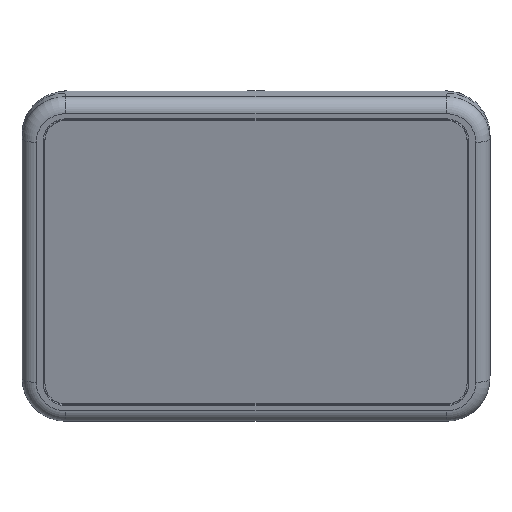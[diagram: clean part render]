
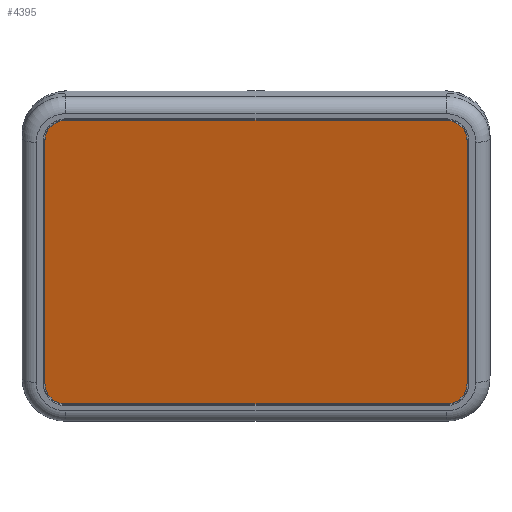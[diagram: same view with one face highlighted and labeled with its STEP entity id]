
A CAD part, top view. The second image highlights one B-rep face of the part: STEP entity #4395.
In plain terms, the highlighted planar face has unit normal (0, -0.259, 0.966).
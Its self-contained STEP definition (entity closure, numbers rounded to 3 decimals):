
#934 = CARTESIAN_POINT ( 'NONE',  ( 108.627, 758.455, 202.269 ) ) ;
#1066 = VERTEX_POINT ( 'NONE', #15909 ) ;
#1313 = CARTESIAN_POINT ( 'NONE',  ( 120.627, 608.009, 161.957 ) ) ;
#1564 = CARTESIAN_POINT ( 'NONE',  ( -108.627, 758.455, 202.269 ) ) ;
#2683 = ORIENTED_EDGE ( 'NONE', *, *, #7643, .T. ) ;
#2743 = DIRECTION ( 'NONE',  ( 0., 0.966, 0.259 ) ) ;
#2915 = ORIENTED_EDGE ( 'NONE', *, *, #4161, .T. ) ;
#2932 = ORIENTED_EDGE ( 'NONE', *, *, #10801, .T. ) ;
#2957 = ORIENTED_EDGE ( 'NONE', *, *, #3295, .T. ) ;
#3025 = DIRECTION ( 'NONE',  ( 0., -0.259, 0.966 ) ) ;
#3295 = EDGE_CURVE ( 'NONE', #14018, #3511, #8421, .T. ) ;
#3400 = DIRECTION ( 'NONE',  ( 0., 0.966, 0.259 ) ) ;
#3501 = CARTESIAN_POINT ( 'NONE',  ( 108.627, 746.864, 199.163 ) ) ;
#3511 = VERTEX_POINT ( 'NONE', #1564 ) ;
#4018 = CIRCLE ( 'NONE', #10742, 12. ) ;
#4161 = EDGE_CURVE ( 'NONE', #17688, #1066, #4018, .T. ) ;
#4395 = ADVANCED_FACE ( 'NONE', ( #12340 ), #18009, .F. ) ;
#4708 = AXIS2_PLACEMENT_3D ( 'NONE', #3501, #13252, #4938 ) ;
#4757 = CARTESIAN_POINT ( 'NONE',  ( 108.627, 596.418, 158.851 ) ) ;
#4938 = DIRECTION ( 'NONE',  ( 0., 0.966, 0.259 ) ) ;
#5297 = DIRECTION ( 'NONE',  ( -1., 0., 0. ) ) ;
#5544 = AXIS2_PLACEMENT_3D ( 'NONE', #14975, #6702, #16336 ) ;
#5756 = AXIS2_PLACEMENT_3D ( 'NONE', #15813, #11772, #3400 ) ;
#5828 = VECTOR ( 'NONE', #14548, 1000. ) ;
#6371 = EDGE_CURVE ( 'NONE', #1066, #6462, #9497, .T. ) ;
#6462 = VERTEX_POINT ( 'NONE', #4757 ) ;
#6637 = CARTESIAN_POINT ( 'NONE',  ( -120.627, 746.864, 199.163 ) ) ;
#6702 = DIRECTION ( 'NONE',  ( 0., -0.259, 0.966 ) ) ;
#7643 = EDGE_CURVE ( 'NONE', #13612, #15115, #8435, .T. ) ;
#7931 = CARTESIAN_POINT ( 'NONE',  ( 120.627, 746.864, 199.163 ) ) ;
#8046 = CARTESIAN_POINT ( 'NONE',  ( -108.627, 608.009, 161.957 ) ) ;
#8083 = CARTESIAN_POINT ( 'NONE',  ( -120.627, 746.864, 199.163 ) ) ;
#8421 = LINE ( 'NONE', #13600, #17452 ) ;
#8435 = LINE ( 'NONE', #1313, #12107 ) ;
#8515 = CIRCLE ( 'NONE', #16393, 12. ) ;
#9435 = DIRECTION ( 'NONE',  ( 0., 0.966, 0.259 ) ) ;
#9497 = LINE ( 'NONE', #11687, #5828 ) ;
#10742 = AXIS2_PLACEMENT_3D ( 'NONE', #8046, #17671, #9435 ) ;
#10801 = EDGE_CURVE ( 'NONE', #15115, #14018, #13359, .T. ) ;
#10913 = CARTESIAN_POINT ( 'NONE',  ( -120.627, 608.009, 161.957 ) ) ;
#11405 = CARTESIAN_POINT ( 'NONE',  ( -108.627, 746.864, 199.163 ) ) ;
#11687 = CARTESIAN_POINT ( 'NONE',  ( -108.627, 596.418, 158.851 ) ) ;
#11772 = DIRECTION ( 'NONE',  ( 0., 0.259, -0.966 ) ) ;
#11950 = EDGE_LOOP ( 'NONE', ( #16123, #13782, #2915, #13817, #15023, #2683, #2932, #2957 ) ) ;
#12107 = VECTOR ( 'NONE', #2743, 1000. ) ;
#12340 = FACE_OUTER_BOUND ( 'NONE', #11950, .T. ) ;
#12414 = DIRECTION ( 'NONE',  ( 0., -0.966, -0.259 ) ) ;
#12571 = EDGE_CURVE ( 'NONE', #16951, #17688, #14412, .T. ) ;
#12804 = DIRECTION ( 'NONE',  ( 0., 0.966, 0.259 ) ) ;
#13252 = DIRECTION ( 'NONE',  ( 0., -0.259, 0.966 ) ) ;
#13359 = CIRCLE ( 'NONE', #4708, 12. ) ;
#13600 = CARTESIAN_POINT ( 'NONE',  ( 108.627, 758.455, 202.269 ) ) ;
#13612 = VERTEX_POINT ( 'NONE', #17146 ) ;
#13782 = ORIENTED_EDGE ( 'NONE', *, *, #12571, .T. ) ;
#13817 = ORIENTED_EDGE ( 'NONE', *, *, #6371, .T. ) ;
#14018 = VERTEX_POINT ( 'NONE', #934 ) ;
#14412 = LINE ( 'NONE', #8083, #17464 ) ;
#14548 = DIRECTION ( 'NONE',  ( 1., 0., 0. ) ) ;
#14826 = EDGE_CURVE ( 'NONE', #3511, #16951, #8515, .T. ) ;
#14975 = CARTESIAN_POINT ( 'NONE',  ( 108.627, 608.009, 161.957 ) ) ;
#15023 = ORIENTED_EDGE ( 'NONE', *, *, #16883, .T. ) ;
#15115 = VERTEX_POINT ( 'NONE', #7931 ) ;
#15813 = CARTESIAN_POINT ( 'NONE',  ( 108.75, 746.017, 198.936 ) ) ;
#15909 = CARTESIAN_POINT ( 'NONE',  ( -108.627, 596.418, 158.851 ) ) ;
#16123 = ORIENTED_EDGE ( 'NONE', *, *, #14826, .T. ) ;
#16336 = DIRECTION ( 'NONE',  ( 0., 0.966, 0.259 ) ) ;
#16393 = AXIS2_PLACEMENT_3D ( 'NONE', #11405, #3025, #12804 ) ;
#16883 = EDGE_CURVE ( 'NONE', #6462, #13612, #16941, .T. ) ;
#16941 = CIRCLE ( 'NONE', #5544, 12. ) ;
#16951 = VERTEX_POINT ( 'NONE', #6637 ) ;
#17146 = CARTESIAN_POINT ( 'NONE',  ( 120.627, 608.009, 161.957 ) ) ;
#17452 = VECTOR ( 'NONE', #5297, 1000. ) ;
#17464 = VECTOR ( 'NONE', #12414, 1000. ) ;
#17671 = DIRECTION ( 'NONE',  ( 0., -0.259, 0.966 ) ) ;
#17688 = VERTEX_POINT ( 'NONE', #10913 ) ;
#18009 = PLANE ( 'NONE',  #5756 ) ;
